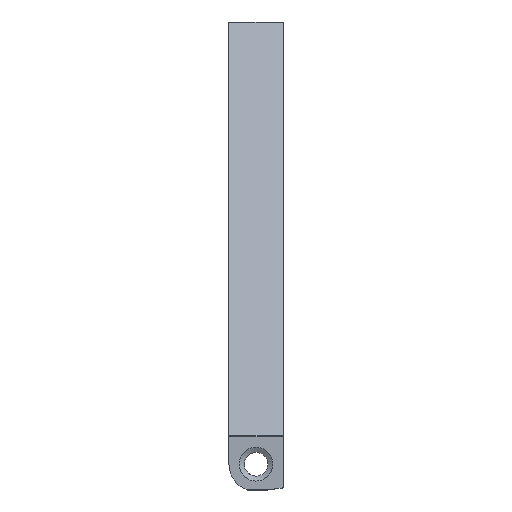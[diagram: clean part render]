
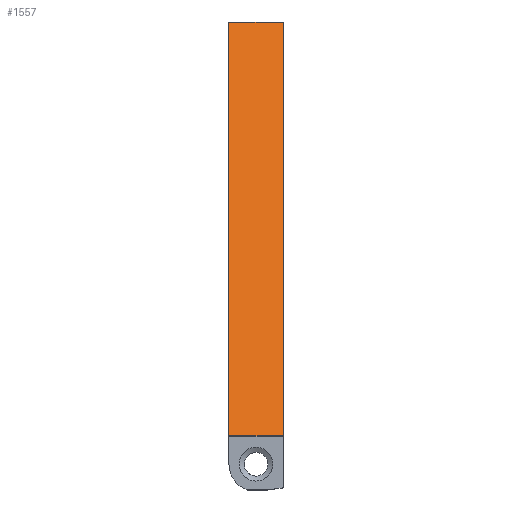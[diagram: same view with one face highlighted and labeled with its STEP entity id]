
A CAD part, top view. The second image highlights one B-rep face of the part: STEP entity #1557.
In plain terms, the highlighted planar face has unit normal (0, 0.363, 0.932).
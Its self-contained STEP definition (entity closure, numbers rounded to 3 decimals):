
#72 = PLANE('',#73);
#73 = AXIS2_PLACEMENT_3D('',#74,#75,#76);
#74 = CARTESIAN_POINT('',(-53.034,39.881,
    100.972));
#75 = DIRECTION('',(1.,0.,0.));
#76 = DIRECTION('',(0.,0.,1.));
#126 = PLANE('',#127);
#127 = AXIS2_PLACEMENT_3D('',#128,#129,#130);
#128 = CARTESIAN_POINT('',(-45.034,39.881,
    100.972));
#129 = DIRECTION('',(1.,0.,0.));
#130 = DIRECTION('',(0.,0.,1.));
#456 = VERTEX_POINT('',#457);
#457 = CARTESIAN_POINT('',(-45.034,77.057,
    97.185));
#471 = PLANE('',#472);
#472 = AXIS2_PLACEMENT_3D('',#473,#474,#475);
#473 = CARTESIAN_POINT('',(-45.034,77.057,
    97.185));
#474 = DIRECTION('',(0.,-1.,0.));
#475 = DIRECTION('',(0.,0.,-1.));
#483 = EDGE_CURVE('',#484,#456,#486,.T.);
#484 = VERTEX_POINT('',#485);
#485 = CARTESIAN_POINT('',(-45.034,15.765,
    121.075));
#486 = SURFACE_CURVE('',#487,(#491,#498),.PCURVE_S1.);
#487 = LINE('',#488,#489);
#488 = CARTESIAN_POINT('',(-45.034,15.765,
    121.075));
#489 = VECTOR('',#490,1.);
#490 = DIRECTION('',(0.,0.932,-0.363));
#491 = PCURVE('',#126,#492);
#492 = DEFINITIONAL_REPRESENTATION('',(#493),#497);
#493 = LINE('',#494,#495);
#494 = CARTESIAN_POINT('',(20.103,24.117));
#495 = VECTOR('',#496,1.);
#496 = DIRECTION('',(-0.363,-0.932));
#497 = ( GEOMETRIC_REPRESENTATION_CONTEXT(2) 
PARAMETRIC_REPRESENTATION_CONTEXT() REPRESENTATION_CONTEXT('2D SPACE',''
  ) );
#498 = PCURVE('',#499,#504);
#499 = PLANE('',#500);
#500 = AXIS2_PLACEMENT_3D('',#501,#502,#503);
#501 = CARTESIAN_POINT('',(-45.034,15.765,
    121.075));
#502 = DIRECTION('',(0.,-0.363,-0.932)
  );
#503 = DIRECTION('',(0.,0.932,-0.363));
#504 = DEFINITIONAL_REPRESENTATION('',(#505),#509);
#505 = LINE('',#506,#507);
#506 = CARTESIAN_POINT('',(0.,0.));
#507 = VECTOR('',#508,1.);
#508 = DIRECTION('',(1.,0.));
#509 = ( GEOMETRIC_REPRESENTATION_CONTEXT(2) 
PARAMETRIC_REPRESENTATION_CONTEXT() REPRESENTATION_CONTEXT('2D SPACE',''
  ) );
#527 = PLANE('',#528);
#528 = AXIS2_PLACEMENT_3D('',#529,#530,#531);
#529 = CARTESIAN_POINT('',(-45.034,15.765,
    113.952));
#530 = DIRECTION('',(0.,1.,0.));
#531 = DIRECTION('',(0.,0.,1.));
#952 = VERTEX_POINT('',#953);
#953 = CARTESIAN_POINT('',(-53.034,77.057,
    97.185));
#974 = EDGE_CURVE('',#975,#952,#977,.T.);
#975 = VERTEX_POINT('',#976);
#976 = CARTESIAN_POINT('',(-53.034,15.765,
    121.075));
#977 = SURFACE_CURVE('',#978,(#982,#989),.PCURVE_S1.);
#978 = LINE('',#979,#980);
#979 = CARTESIAN_POINT('',(-53.034,15.765,
    121.075));
#980 = VECTOR('',#981,1.);
#981 = DIRECTION('',(0.,0.932,-0.363));
#982 = PCURVE('',#72,#983);
#983 = DEFINITIONAL_REPRESENTATION('',(#984),#988);
#984 = LINE('',#985,#986);
#985 = CARTESIAN_POINT('',(20.103,24.117));
#986 = VECTOR('',#987,1.);
#987 = DIRECTION('',(-0.363,-0.932));
#988 = ( GEOMETRIC_REPRESENTATION_CONTEXT(2) 
PARAMETRIC_REPRESENTATION_CONTEXT() REPRESENTATION_CONTEXT('2D SPACE',''
  ) );
#989 = PCURVE('',#499,#990);
#990 = DEFINITIONAL_REPRESENTATION('',(#991),#995);
#991 = LINE('',#992,#993);
#992 = CARTESIAN_POINT('',(0.,-8.));
#993 = VECTOR('',#994,1.);
#994 = DIRECTION('',(1.,0.));
#995 = ( GEOMETRIC_REPRESENTATION_CONTEXT(2) 
PARAMETRIC_REPRESENTATION_CONTEXT() REPRESENTATION_CONTEXT('2D SPACE',''
  ) );
#1425 = EDGE_CURVE('',#484,#975,#1426,.T.);
#1426 = SURFACE_CURVE('',#1427,(#1431,#1438),.PCURVE_S1.);
#1427 = LINE('',#1428,#1429);
#1428 = CARTESIAN_POINT('',(-45.034,15.765,
    121.075));
#1429 = VECTOR('',#1430,1.);
#1430 = DIRECTION('',(-1.,0.,0.));
#1431 = PCURVE('',#527,#1432);
#1432 = DEFINITIONAL_REPRESENTATION('',(#1433),#1437);
#1433 = LINE('',#1434,#1435);
#1434 = CARTESIAN_POINT('',(7.123,0.));
#1435 = VECTOR('',#1436,1.);
#1436 = DIRECTION('',(0.,-1.));
#1437 = ( GEOMETRIC_REPRESENTATION_CONTEXT(2) 
PARAMETRIC_REPRESENTATION_CONTEXT() REPRESENTATION_CONTEXT('2D SPACE',''
  ) );
#1438 = PCURVE('',#499,#1439);
#1439 = DEFINITIONAL_REPRESENTATION('',(#1440),#1444);
#1440 = LINE('',#1441,#1442);
#1441 = CARTESIAN_POINT('',(0.,0.));
#1442 = VECTOR('',#1443,1.);
#1443 = DIRECTION('',(0.,-1.));
#1444 = ( GEOMETRIC_REPRESENTATION_CONTEXT(2) 
PARAMETRIC_REPRESENTATION_CONTEXT() REPRESENTATION_CONTEXT('2D SPACE',''
  ) );
#1557 = ADVANCED_FACE('',(#1558),#499,.F.);
#1558 = FACE_BOUND('',#1559,.F.);
#1559 = EDGE_LOOP('',(#1560,#1561,#1562,#1583));
#1560 = ORIENTED_EDGE('',*,*,#1425,.T.);
#1561 = ORIENTED_EDGE('',*,*,#974,.T.);
#1562 = ORIENTED_EDGE('',*,*,#1563,.F.);
#1563 = EDGE_CURVE('',#456,#952,#1564,.T.);
#1564 = SURFACE_CURVE('',#1565,(#1569,#1576),.PCURVE_S1.);
#1565 = LINE('',#1566,#1567);
#1566 = CARTESIAN_POINT('',(-45.034,77.057,
    97.185));
#1567 = VECTOR('',#1568,1.);
#1568 = DIRECTION('',(-1.,0.,0.));
#1569 = PCURVE('',#499,#1570);
#1570 = DEFINITIONAL_REPRESENTATION('',(#1571),#1575);
#1571 = LINE('',#1572,#1573);
#1572 = CARTESIAN_POINT('',(65.784,0.));
#1573 = VECTOR('',#1574,1.);
#1574 = DIRECTION('',(0.,-1.));
#1575 = ( GEOMETRIC_REPRESENTATION_CONTEXT(2) 
PARAMETRIC_REPRESENTATION_CONTEXT() REPRESENTATION_CONTEXT('2D SPACE',''
  ) );
#1576 = PCURVE('',#471,#1577);
#1577 = DEFINITIONAL_REPRESENTATION('',(#1578),#1582);
#1578 = LINE('',#1579,#1580);
#1579 = CARTESIAN_POINT('',(0.,0.));
#1580 = VECTOR('',#1581,1.);
#1581 = DIRECTION('',(0.,-1.));
#1582 = ( GEOMETRIC_REPRESENTATION_CONTEXT(2) 
PARAMETRIC_REPRESENTATION_CONTEXT() REPRESENTATION_CONTEXT('2D SPACE',''
  ) );
#1583 = ORIENTED_EDGE('',*,*,#483,.F.);
